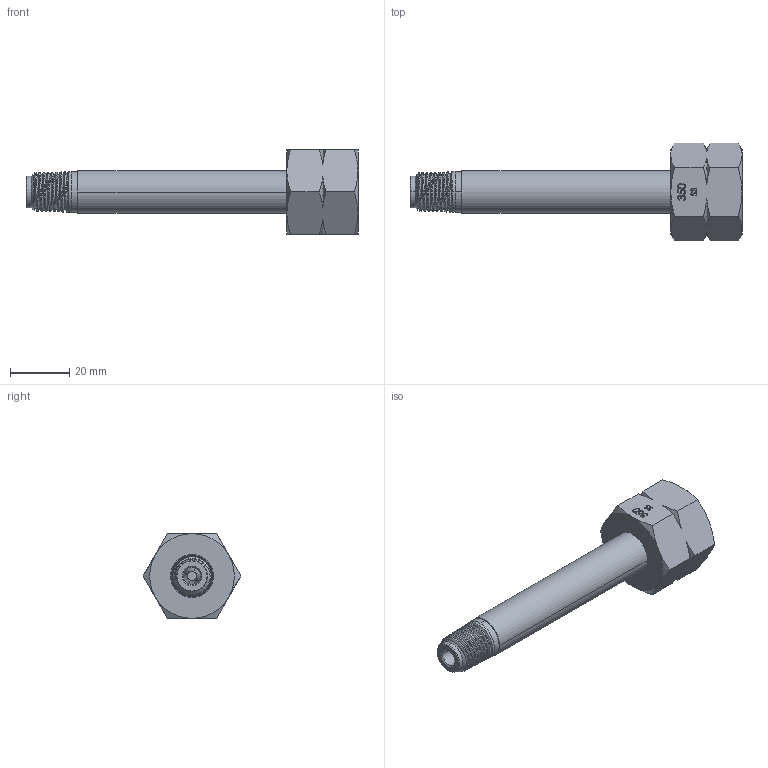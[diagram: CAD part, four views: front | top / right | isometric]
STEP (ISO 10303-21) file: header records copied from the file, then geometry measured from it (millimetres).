
FILE_DESCRIPTION (( 'STEP AP203' ), '1' );
FILE_NAME ('INL-350SS-4M-70R.STEP', '2024-11-15T18:35:57', ( '' ), ( '' ), 'SwSTEP 2.0', 'SolidWorks 2018', '' );
FILE_SCHEMA (( 'CONFIG_CONTROL_DESIGN' ));
Length unit declared in the file: inch
Products named in the file (5): PRT-000977; PRT-001124; INL-350SS-4M-70R; PRT-000826; ASY-002117
Assembly tree (4 placements, depth 3):
  INL-350SS-4M-70R
    ASY-002117
      PRT-001124
      PRT-000977
    PRT-000826
Bounding box: 111.96 x 33 x 28.57 mm (x, y, z)
Volume: 24270.9 mm3; surface area: 13311.9 mm2
Topology: 3 solids, 3 shells, 220 faces, 661 edges, 457 vertices
Faces by surface type: bspline 67, cone 66, plane 42, cylinder 35, torus 6, sphere 4
Entity records: 19215 total; most frequent: CARTESIAN_POINT 13494, ORIENTED_EDGE 1314, DIRECTION 738, EDGE_CURVE 657, VERTEX_POINT 455, B_SPLINE_CURVE_WITH_KNOTS 351, AXIS2_PLACEMENT_3D 271, EDGE_LOOP 236
